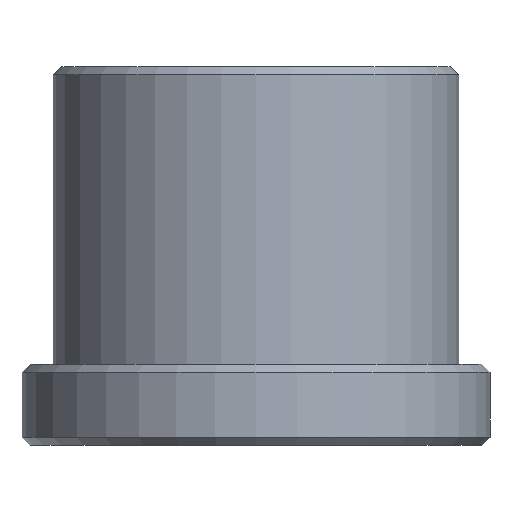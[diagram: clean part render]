
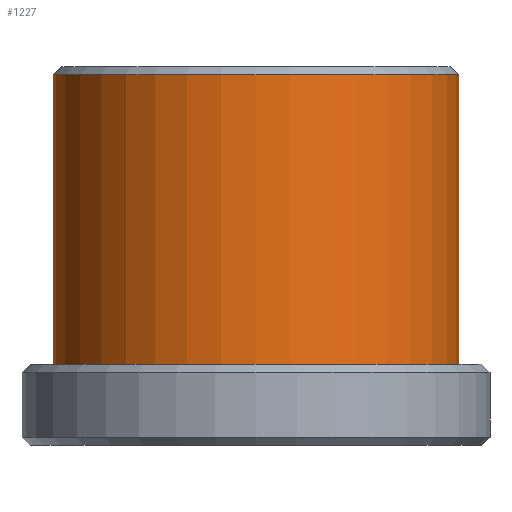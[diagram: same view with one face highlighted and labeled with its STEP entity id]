
A CAD part, front view. The second image highlights one B-rep face of the part: STEP entity #1227.
In plain terms, the highlighted cylindrical face has radius 7.5 mm (diameter 15 mm), a partial arc.
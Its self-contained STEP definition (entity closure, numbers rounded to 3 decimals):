
#22 = VERTEX_POINT ( 'NONE', #465 ) ;
#57 = CARTESIAN_POINT ( 'NONE',  ( 7.5, 0., 13.7 ) ) ;
#99 = EDGE_LOOP ( 'NONE', ( #249, #1310, #1286, #426 ) ) ;
#113 = CARTESIAN_POINT ( 'NONE',  ( 0., 0., 14. ) ) ;
#214 = VERTEX_POINT ( 'NONE', #884 ) ;
#249 = ORIENTED_EDGE ( 'NONE', *, *, #572, .F. ) ;
#255 = FACE_OUTER_BOUND ( 'NONE', #99, .T. ) ;
#287 = EDGE_CURVE ( 'NONE', #1383, #22, #1027, .T. ) ;
#296 = LINE ( 'NONE', #858, #495 ) ;
#361 = CIRCLE ( 'NONE', #1209, 7.5 ) ;
#382 = CARTESIAN_POINT ( 'NONE',  ( -7.5, 0., 14. ) ) ;
#426 = ORIENTED_EDGE ( 'NONE', *, *, #287, .F. ) ;
#465 = CARTESIAN_POINT ( 'NONE',  ( -7.5, 0., 3. ) ) ;
#495 = VECTOR ( 'NONE', #576, 1000. ) ;
#504 = DIRECTION ( 'NONE',  ( 0., 0., -1. ) ) ;
#515 = VECTOR ( 'NONE', #504, 1000. ) ;
#572 = EDGE_CURVE ( 'NONE', #1365, #1383, #296, .T. ) ;
#576 = DIRECTION ( 'NONE',  ( 0., 0., -1. ) ) ;
#631 = DIRECTION ( 'NONE',  ( 0., 0., -1. ) ) ;
#745 = AXIS2_PLACEMENT_3D ( 'NONE', #113, #1255, #1041 ) ;
#858 = CARTESIAN_POINT ( 'NONE',  ( 7.5, 0., 14. ) ) ;
#865 = CARTESIAN_POINT ( 'NONE',  ( 7.5, 0., 3. ) ) ;
#884 = CARTESIAN_POINT ( 'NONE',  ( -7.5, 0., 13.7 ) ) ;
#1025 = DIRECTION ( 'NONE',  ( -1., 0., 0. ) ) ;
#1026 = DIRECTION ( 'NONE',  ( 0., 0., -1. ) ) ;
#1027 = CIRCLE ( 'NONE', #1113, 7.5 ) ;
#1041 = DIRECTION ( 'NONE',  ( -1., 0., 0. ) ) ;
#1070 = CYLINDRICAL_SURFACE ( 'NONE', #745, 7.5 ) ;
#1072 = EDGE_CURVE ( 'NONE', #214, #22, #1172, .T. ) ;
#1112 = EDGE_CURVE ( 'NONE', #1365, #214, #361, .T. ) ;
#1113 = AXIS2_PLACEMENT_3D ( 'NONE', #1114, #1026, #1025 ) ;
#1114 = CARTESIAN_POINT ( 'NONE',  ( 0., 0., 3. ) ) ;
#1172 = LINE ( 'NONE', #382, #515 ) ;
#1209 = AXIS2_PLACEMENT_3D ( 'NONE', #1283, #631, #1396 ) ;
#1227 = ADVANCED_FACE ( 'NONE', ( #255 ), #1070, .T. ) ;
#1255 = DIRECTION ( 'NONE',  ( 0., 0., -1. ) ) ;
#1283 = CARTESIAN_POINT ( 'NONE',  ( 0., 0., 13.7 ) ) ;
#1286 = ORIENTED_EDGE ( 'NONE', *, *, #1072, .T. ) ;
#1310 = ORIENTED_EDGE ( 'NONE', *, *, #1112, .T. ) ;
#1365 = VERTEX_POINT ( 'NONE', #57 ) ;
#1383 = VERTEX_POINT ( 'NONE', #865 ) ;
#1396 = DIRECTION ( 'NONE',  ( 1., 0., 0. ) ) ;
